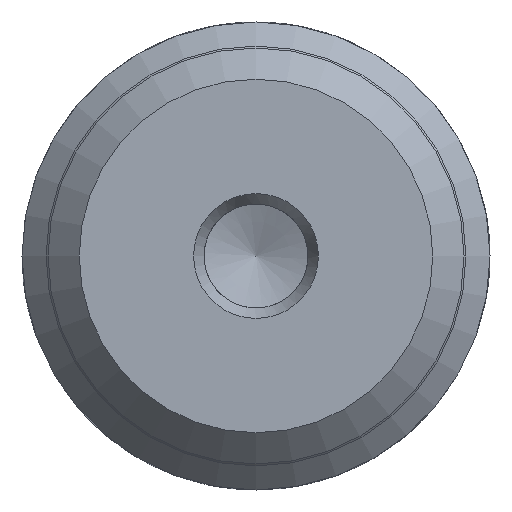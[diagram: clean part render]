
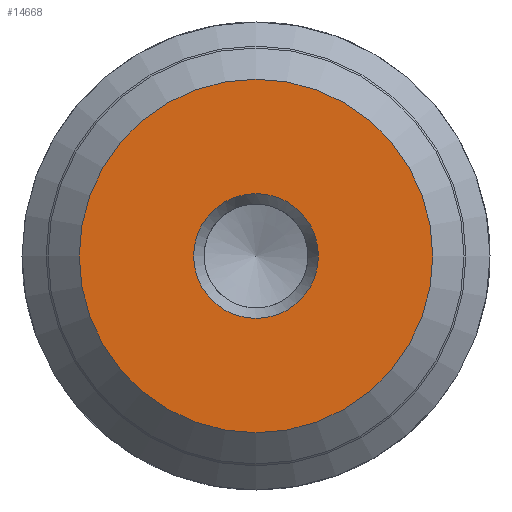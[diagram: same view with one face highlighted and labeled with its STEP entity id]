
A CAD part, left-side view. The second image highlights one B-rep face of the part: STEP entity #14668.
In plain terms, the highlighted planar face has unit normal (-1, 0, 0).
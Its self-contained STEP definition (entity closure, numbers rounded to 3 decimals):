
#1607 = DIRECTION ( 'NONE',  ( 0., 1., 0. ) ) ;
#3728 = EDGE_CURVE ( 'NONE', #7235, #7235, #19251, .T. ) ;
#6256 = ORIENTED_EDGE ( 'NONE', *, *, #3728, .F. ) ;
#6320 = EDGE_LOOP ( 'NONE', ( #6256 ) ) ;
#6352 = CARTESIAN_POINT ( 'NONE',  ( -147.5, 8.5, 0. ) ) ;
#7235 = VERTEX_POINT ( 'NONE', #6352 ) ;
#9690 = DIRECTION ( 'NONE',  ( 0., -1., 0. ) ) ;
#9742 = EDGE_CURVE ( 'NONE', #15327, #15327, #18861, .T. ) ;
#11691 = DIRECTION ( 'NONE',  ( 1., 0., 0. ) ) ;
#12915 = FACE_OUTER_BOUND ( 'NONE', #6320, .T. ) ;
#13453 = CARTESIAN_POINT ( 'NONE',  ( -147.5, 3., 0. ) ) ;
#14212 = PLANE ( 'NONE',  #15688 ) ;
#14668 = ADVANCED_FACE ( 'NONE', ( #22025, #12915 ), #14212, .T. ) ;
#15327 = VERTEX_POINT ( 'NONE', #13453 ) ;
#15688 = AXIS2_PLACEMENT_3D ( 'NONE', #16213, #21184, #9690 ) ;
#15830 = AXIS2_PLACEMENT_3D ( 'NONE', #20364, #11691, #1607 ) ;
#16213 = CARTESIAN_POINT ( 'NONE',  ( -147.5, 3., 0. ) ) ;
#17083 = CARTESIAN_POINT ( 'NONE',  ( -147.5, 0., 0. ) ) ;
#17244 = DIRECTION ( 'NONE',  ( 0., 1., 0. ) ) ;
#18861 = CIRCLE ( 'NONE', #15830, 3. ) ;
#19251 = CIRCLE ( 'NONE', #19802, 8.5 ) ;
#19702 = ORIENTED_EDGE ( 'NONE', *, *, #9742, .T. ) ;
#19802 = AXIS2_PLACEMENT_3D ( 'NONE', #17083, #22186, #17244 ) ;
#19883 = EDGE_LOOP ( 'NONE', ( #19702 ) ) ;
#20364 = CARTESIAN_POINT ( 'NONE',  ( -147.5, 0., 0. ) ) ;
#21184 = DIRECTION ( 'NONE',  ( -1., 0., 0. ) ) ;
#22025 = FACE_BOUND ( 'NONE', #19883, .T. ) ;
#22186 = DIRECTION ( 'NONE',  ( 1., 0., 0. ) ) ;
